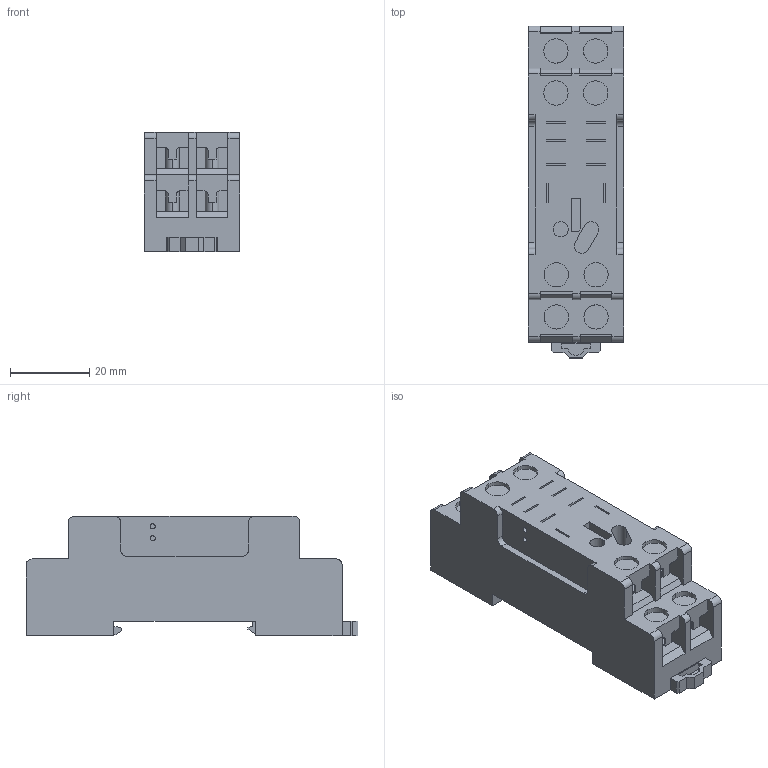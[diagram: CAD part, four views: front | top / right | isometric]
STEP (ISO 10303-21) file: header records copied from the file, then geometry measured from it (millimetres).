
FILE_DESCRIPTION(('CATIA V5R19 STEP'),'2;1');
FILE_NAME ('6818681_7_7760056225_S3D_SLD_F_2CO.stp','2015-02-12T07:08:53+00:00',('none'),('Weidmueller'),'CATIA Version 5 Release 20 SP 5 (IN-10)','CATIA V5 STEP AP214','none');
FILE_SCHEMA(('AUTOMOTIVE_DESIGN { 1 0 10303 214 1 1 1 1 }'));
Length unit declared in the file: millimetre
Products named in the file (1): 7760056225
Bounding box: 24 x 83.6 x 30 mm (x, y, z)
Volume: 42860.8 mm3; surface area: 14566.8 mm2
Topology: 2 solids, 2 shells, 321 faces, 891 edges, 599 vertices
Faces by surface type: plane 238, cylinder 82, extrusion 1
Entity records: 11914 total; most frequent: CARTESIAN_POINT 1810, ORIENTED_EDGE 1782, DIRECTION 1301, EDGE_CURVE 891, VECTOR 714, LINE 713, VERTEX_POINT 599, AXIS2_PLACEMENT_3D 378
